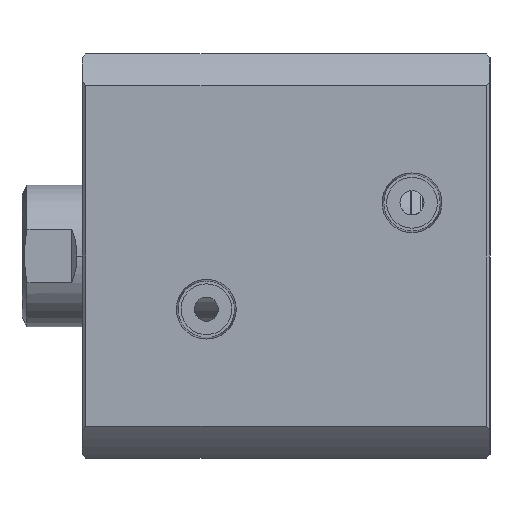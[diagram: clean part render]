
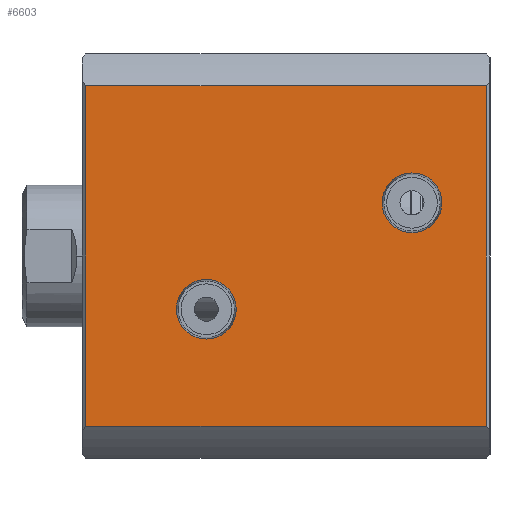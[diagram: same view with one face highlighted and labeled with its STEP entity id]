
A CAD part, left-side view. The second image highlights one B-rep face of the part: STEP entity #6603.
In plain terms, the highlighted face is planar.
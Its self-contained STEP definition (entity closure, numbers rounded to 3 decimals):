
#54 = EDGE_CURVE ( 'NONE', #608, #3215, #11193, .T. ) ;
#64 = CARTESIAN_POINT ( 'NONE',  ( 47.971, 57., 300. ) ) ;
#608 = VERTEX_POINT ( 'NONE', #5935 ) ;
#771 = CARTESIAN_POINT ( 'NONE',  ( 57., 57., 114. ) ) ;
#776 = ORIENTED_EDGE ( 'NONE', *, *, #10437, .F. ) ;
#1045 = DIRECTION ( 'NONE',  ( 0., 0., 1. ) ) ;
#1438 = EDGE_CURVE ( 'NONE', #10422, #3215, #3248, .T. ) ;
#1766 = VECTOR ( 'NONE', #8884, 1000. ) ;
#1932 = EDGE_LOOP ( 'NONE', ( #4628, #4322 ) ) ;
#1948 = CIRCLE ( 'NONE', #7705, 8.428 ) ;
#1952 = VECTOR ( 'NONE', #1045, 1000. ) ;
#2337 = ORIENTED_EDGE ( 'NONE', *, *, #9334, .F. ) ;
#2547 = EDGE_LOOP ( 'NONE', ( #2638, #2337 ) ) ;
#2587 = FACE_BOUND ( 'NONE', #1932, .T. ) ;
#2638 = ORIENTED_EDGE ( 'NONE', *, *, #10625, .F. ) ;
#2798 = DIRECTION ( 'NONE',  ( 0., -1., 0. ) ) ;
#2892 = FACE_OUTER_BOUND ( 'NONE', #3268, .T. ) ;
#2990 = AXIS2_PLACEMENT_3D ( 'NONE', #5138, #11918, #6123 ) ;
#3215 = VERTEX_POINT ( 'NONE', #3224 ) ;
#3224 = CARTESIAN_POINT ( 'NONE',  ( -47.971, 57., 1. ) ) ;
#3248 = LINE ( 'NONE', #10612, #5238 ) ;
#3268 = EDGE_LOOP ( 'NONE', ( #11451, #8589, #776, #8276 ) ) ;
#3385 = CARTESIAN_POINT ( 'NONE',  ( 15., 57., 93. ) ) ;
#3639 = CIRCLE ( 'NONE', #11130, 8.428 ) ;
#3961 = DIRECTION ( 'NONE',  ( 0., 1., 0. ) ) ;
#4075 = CARTESIAN_POINT ( 'NONE',  ( 15., 57., 101.428 ) ) ;
#4322 = ORIENTED_EDGE ( 'NONE', *, *, #11151, .F. ) ;
#4370 = DIRECTION ( 'NONE',  ( 0., 0., 1. ) ) ;
#4595 = AXIS2_PLACEMENT_3D ( 'NONE', #12414, #2798, #9640 ) ;
#4628 = ORIENTED_EDGE ( 'NONE', *, *, #8201, .F. ) ;
#4660 = DIRECTION ( 'NONE',  ( 1., 0., 0. ) ) ;
#4846 = CIRCLE ( 'NONE', #4909, 8.428 ) ;
#4909 = AXIS2_PLACEMENT_3D ( 'NONE', #9791, #3961, #10733 ) ;
#5138 = CARTESIAN_POINT ( 'NONE',  ( -15., 57., 35. ) ) ;
#5205 = CARTESIAN_POINT ( 'NONE',  ( -15., 57., 35. ) ) ;
#5238 = VECTOR ( 'NONE', #8435, 1000. ) ;
#5935 = CARTESIAN_POINT ( 'NONE',  ( -47.971, 57., 114. ) ) ;
#6123 = DIRECTION ( 'NONE',  ( 0., 0., 1. ) ) ;
#6198 = DIRECTION ( 'NONE',  ( 0., 0., 1. ) ) ;
#6603 = ADVANCED_FACE ( 'NONE', ( #8062, #2587, #2892 ), #12460, .F. ) ;
#6716 = CIRCLE ( 'NONE', #2990, 8.428 ) ;
#6835 = CARTESIAN_POINT ( 'NONE',  ( 47.971, 57., 1. ) ) ;
#6931 = VERTEX_POINT ( 'NONE', #8111 ) ;
#7037 = CARTESIAN_POINT ( 'NONE',  ( -47.971, 57., 300. ) ) ;
#7705 = AXIS2_PLACEMENT_3D ( 'NONE', #3385, #10182, #4370 ) ;
#7851 = CARTESIAN_POINT ( 'NONE',  ( -15., 57., 26.572 ) ) ;
#8062 = FACE_BOUND ( 'NONE', #2547, .T. ) ;
#8111 = CARTESIAN_POINT ( 'NONE',  ( 15., 57., 84.572 ) ) ;
#8201 = EDGE_CURVE ( 'NONE', #12089, #6931, #1948, .T. ) ;
#8276 = ORIENTED_EDGE ( 'NONE', *, *, #1438, .T. ) ;
#8303 = CARTESIAN_POINT ( 'NONE',  ( -15., 57., 43.428 ) ) ;
#8353 = VECTOR ( 'NONE', #4660, 1000. ) ;
#8435 = DIRECTION ( 'NONE',  ( -1., 0., 0. ) ) ;
#8589 = ORIENTED_EDGE ( 'NONE', *, *, #10912, .T. ) ;
#8772 = VERTEX_POINT ( 'NONE', #8303 ) ;
#8884 = DIRECTION ( 'NONE',  ( 0., 0., -1. ) ) ;
#9202 = VERTEX_POINT ( 'NONE', #11751 ) ;
#9334 = EDGE_CURVE ( 'NONE', #11978, #8772, #6716, .T. ) ;
#9640 = DIRECTION ( 'NONE',  ( 0., 0., -1. ) ) ;
#9791 = CARTESIAN_POINT ( 'NONE',  ( 15., 57., 93. ) ) ;
#10182 = DIRECTION ( 'NONE',  ( 0., 1., 0. ) ) ;
#10422 = VERTEX_POINT ( 'NONE', #6835 ) ;
#10437 = EDGE_CURVE ( 'NONE', #10422, #9202, #12278, .T. ) ;
#10612 = CARTESIAN_POINT ( 'NONE',  ( -57., 57., 1. ) ) ;
#10625 = EDGE_CURVE ( 'NONE', #8772, #11978, #3639, .T. ) ;
#10733 = DIRECTION ( 'NONE',  ( 0., 0., 1. ) ) ;
#10910 = LINE ( 'NONE', #771, #8353 ) ;
#10912 = EDGE_CURVE ( 'NONE', #608, #9202, #10910, .T. ) ;
#11130 = AXIS2_PLACEMENT_3D ( 'NONE', #5205, #11979, #6198 ) ;
#11151 = EDGE_CURVE ( 'NONE', #6931, #12089, #4846, .T. ) ;
#11193 = LINE ( 'NONE', #7037, #1766 ) ;
#11451 = ORIENTED_EDGE ( 'NONE', *, *, #54, .F. ) ;
#11751 = CARTESIAN_POINT ( 'NONE',  ( 47.971, 57., 114. ) ) ;
#11918 = DIRECTION ( 'NONE',  ( 0., 1., 0. ) ) ;
#11978 = VERTEX_POINT ( 'NONE', #7851 ) ;
#11979 = DIRECTION ( 'NONE',  ( 0., 1., 0. ) ) ;
#12089 = VERTEX_POINT ( 'NONE', #4075 ) ;
#12278 = LINE ( 'NONE', #64, #1952 ) ;
#12414 = CARTESIAN_POINT ( 'NONE',  ( -57., 57., 115. ) ) ;
#12460 = PLANE ( 'NONE',  #4595 ) ;
